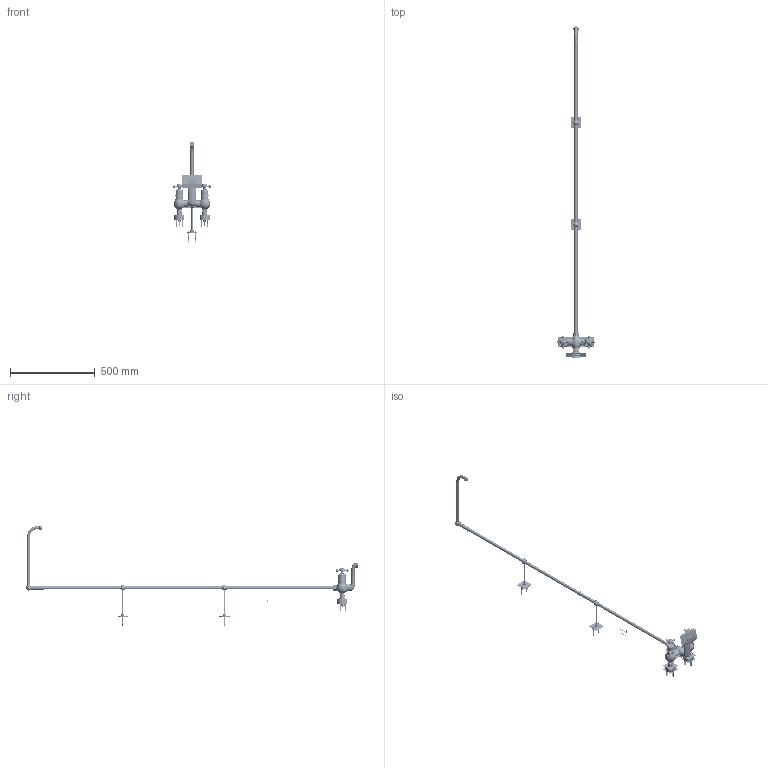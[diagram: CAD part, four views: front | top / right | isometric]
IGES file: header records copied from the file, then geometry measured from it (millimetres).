
Start section:  PTC IGES file: t2ws-sl0007-19.igs
Global section: file name: t2ws-sl0007-19.igs; native system: Creo Parametric by PTC Inc.; preprocessor: 2014500; author: Administrator; organization: Unknown; date: 20210702.144706; units: inch
Bounding box: 226 x 1957.3 x 593.11 mm (x, y, z)
Volume: 2512630.1 mm3; surface area: 10540004.5 mm2
Topology: 138 solids, 164 shells, 13670 faces, 96763 edges, 140455 vertices
Faces by surface type: revolution 8262, bspline 5400, extrusion 8
